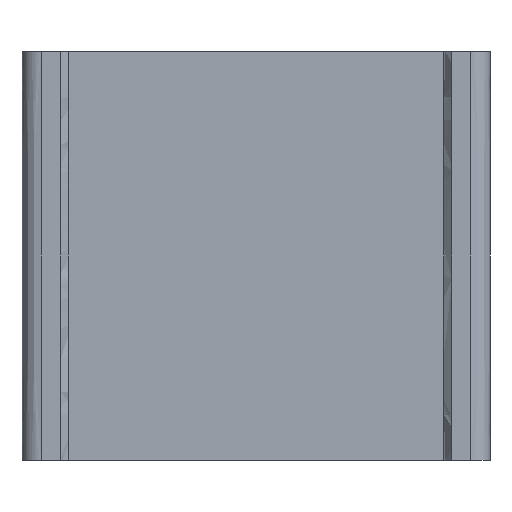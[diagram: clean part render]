
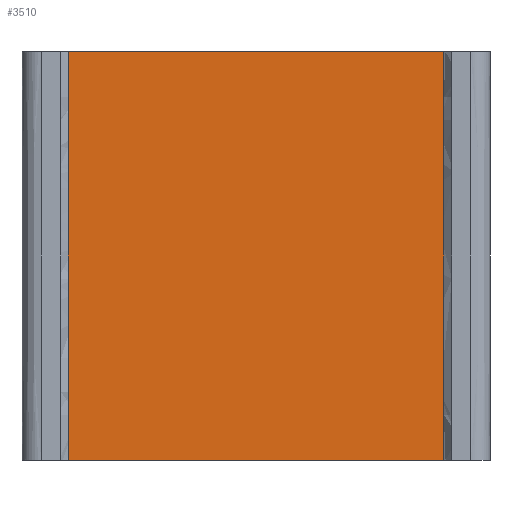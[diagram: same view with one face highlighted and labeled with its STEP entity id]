
A CAD part, front view. The second image highlights one B-rep face of the part: STEP entity #3510.
In plain terms, the highlighted face is a extrusion surface.
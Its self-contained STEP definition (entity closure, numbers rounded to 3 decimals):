
#73 = PLANE('',#74);
#74 = AXIS2_PLACEMENT_3D('',#75,#76,#77);
#75 = CARTESIAN_POINT('',(-0.013,-3.402,75.));
#76 = DIRECTION('',(0.,0.,1.));
#77 = DIRECTION('',(1.,0.,0.));
#126 = PLANE('',#127);
#127 = AXIS2_PLACEMENT_3D('',#128,#129,#130);
#128 = CARTESIAN_POINT('',(-0.013,-3.402,0.));
#129 = DIRECTION('',(0.,0.,1.));
#130 = DIRECTION('',(1.,0.,0.));
#1231 = VERTEX_POINT('',#1232);
#1232 = CARTESIAN_POINT('',(-34.5,-16.8,0.));
#1244 = SURFACE_OF_LINEAR_EXTRUSION('',#1245,#1248);
#1245 = B_SPLINE_CURVE_WITH_KNOTS('',1,(#1246,#1247),.UNSPECIFIED.,.F.,
  .F.,(2,2),(0.,17.),.PIECEWISE_BEZIER_KNOTS.);
#1246 = CARTESIAN_POINT('',(-34.5,0.,0.));
#1247 = CARTESIAN_POINT('',(-34.5,-17.,0.));
#1248 = VECTOR('',#1249,1.);
#1249 = DIRECTION('',(-0.,-0.,-1.));
#1257 = EDGE_CURVE('',#1258,#1231,#1260,.T.);
#1258 = VERTEX_POINT('',#1259);
#1259 = CARTESIAN_POINT('',(34.5,-16.8,0.));
#1260 = SURFACE_CURVE('',#1261,(#1264,#1270),.PCURVE_S1.);
#1261 = B_SPLINE_CURVE_WITH_KNOTS('',1,(#1262,#1263),.UNSPECIFIED.,.F.,
  .F.,(2,2),(0.,79.),.PIECEWISE_BEZIER_KNOTS.);
#1262 = CARTESIAN_POINT('',(39.5,-16.8,0.));
#1263 = CARTESIAN_POINT('',(-39.5,-16.8,0.));
#1264 = PCURVE('',#126,#1265);
#1265 = DEFINITIONAL_REPRESENTATION('',(#1266),#1269);
#1266 = B_SPLINE_CURVE_WITH_KNOTS('',1,(#1267,#1268),.UNSPECIFIED.,.F.,
  .F.,(2,2),(0.,79.),.PIECEWISE_BEZIER_KNOTS.);
#1267 = CARTESIAN_POINT('',(39.513,-13.398));
#1268 = CARTESIAN_POINT('',(-39.487,-13.398));
#1269 = ( GEOMETRIC_REPRESENTATION_CONTEXT(2) 
PARAMETRIC_REPRESENTATION_CONTEXT() REPRESENTATION_CONTEXT('2D SPACE',''
  ) );
#1270 = PCURVE('',#1271,#1277);
#1271 = SURFACE_OF_LINEAR_EXTRUSION('',#1272,#1275);
#1272 = B_SPLINE_CURVE_WITH_KNOTS('',1,(#1273,#1274),.UNSPECIFIED.,.F.,
  .F.,(2,2),(0.,79.),.PIECEWISE_BEZIER_KNOTS.);
#1273 = CARTESIAN_POINT('',(39.5,-16.8,0.));
#1274 = CARTESIAN_POINT('',(-39.5,-16.8,0.));
#1275 = VECTOR('',#1276,1.);
#1276 = DIRECTION('',(-0.,-0.,-1.));
#1277 = DEFINITIONAL_REPRESENTATION('',(#1278),#1282);
#1278 = LINE('',#1279,#1280);
#1279 = CARTESIAN_POINT('',(0.,0.));
#1280 = VECTOR('',#1281,1.);
#1281 = DIRECTION('',(1.,0.));
#1282 = ( GEOMETRIC_REPRESENTATION_CONTEXT(2) 
PARAMETRIC_REPRESENTATION_CONTEXT() REPRESENTATION_CONTEXT('2D SPACE',''
  ) );
#1298 = SURFACE_OF_LINEAR_EXTRUSION('',#1299,#1302);
#1299 = B_SPLINE_CURVE_WITH_KNOTS('',1,(#1300,#1301),.UNSPECIFIED.,.F.,
  .F.,(2,2),(0.,17.),.PIECEWISE_BEZIER_KNOTS.);
#1300 = CARTESIAN_POINT('',(34.5,-17.,0.));
#1301 = CARTESIAN_POINT('',(34.5,0.,0.));
#1302 = VECTOR('',#1303,1.);
#1303 = DIRECTION('',(-0.,-0.,-1.));
#2536 = VERTEX_POINT('',#2537);
#2537 = CARTESIAN_POINT('',(-34.5,-16.8,75.));
#2556 = EDGE_CURVE('',#2557,#2536,#2559,.T.);
#2557 = VERTEX_POINT('',#2558);
#2558 = CARTESIAN_POINT('',(34.5,-16.8,75.));
#2559 = SURFACE_CURVE('',#2560,(#2563,#2569),.PCURVE_S1.);
#2560 = B_SPLINE_CURVE_WITH_KNOTS('',1,(#2561,#2562),.UNSPECIFIED.,.F.,
  .F.,(2,2),(0.,79.),.PIECEWISE_BEZIER_KNOTS.);
#2561 = CARTESIAN_POINT('',(39.5,-16.8,75.));
#2562 = CARTESIAN_POINT('',(-39.5,-16.8,75.));
#2563 = PCURVE('',#73,#2564);
#2564 = DEFINITIONAL_REPRESENTATION('',(#2565),#2568);
#2565 = B_SPLINE_CURVE_WITH_KNOTS('',1,(#2566,#2567),.UNSPECIFIED.,.F.,
  .F.,(2,2),(0.,79.),.PIECEWISE_BEZIER_KNOTS.);
#2566 = CARTESIAN_POINT('',(39.513,-13.398));
#2567 = CARTESIAN_POINT('',(-39.487,-13.398));
#2568 = ( GEOMETRIC_REPRESENTATION_CONTEXT(2) 
PARAMETRIC_REPRESENTATION_CONTEXT() REPRESENTATION_CONTEXT('2D SPACE',''
  ) );
#2569 = PCURVE('',#1271,#2570);
#2570 = DEFINITIONAL_REPRESENTATION('',(#2571),#2575);
#2571 = LINE('',#2572,#2573);
#2572 = CARTESIAN_POINT('',(0.,-75.));
#2573 = VECTOR('',#2574,1.);
#2574 = DIRECTION('',(1.,0.));
#2575 = ( GEOMETRIC_REPRESENTATION_CONTEXT(2) 
PARAMETRIC_REPRESENTATION_CONTEXT() REPRESENTATION_CONTEXT('2D SPACE',''
  ) );
#3482 = EDGE_CURVE('',#1258,#2557,#3483,.T.);
#3483 = SURFACE_CURVE('',#3484,(#3490,#3499),.PCURVE_S1.);
#3484 = B_SPLINE_CURVE_WITH_KNOTS('',4,(#3485,#3486,#3487,#3488,#3489),
  .UNSPECIFIED.,.F.,.F.,(5,5),(0.,1.),.PIECEWISE_BEZIER_KNOTS.);
#3485 = CARTESIAN_POINT('',(34.5,-16.8,0.));
#3486 = CARTESIAN_POINT('',(34.5,-16.8,18.75));
#3487 = CARTESIAN_POINT('',(34.5,-16.8,37.5));
#3488 = CARTESIAN_POINT('',(34.5,-16.8,56.25));
#3489 = CARTESIAN_POINT('',(34.5,-16.8,75.));
#3490 = PCURVE('',#1298,#3491);
#3491 = DEFINITIONAL_REPRESENTATION('',(#3492),#3498);
#3492 = B_SPLINE_CURVE_WITH_KNOTS('',4,(#3493,#3494,#3495,#3496,#3497),
  .UNSPECIFIED.,.F.,.F.,(5,5),(0.,1.),.PIECEWISE_BEZIER_KNOTS.);
#3493 = CARTESIAN_POINT('',(0.2,0.));
#3494 = CARTESIAN_POINT('',(0.2,-18.75));
#3495 = CARTESIAN_POINT('',(0.2,-37.5));
#3496 = CARTESIAN_POINT('',(0.2,-56.25));
#3497 = CARTESIAN_POINT('',(0.2,-75.));
#3498 = ( GEOMETRIC_REPRESENTATION_CONTEXT(2) 
PARAMETRIC_REPRESENTATION_CONTEXT() REPRESENTATION_CONTEXT('2D SPACE',''
  ) );
#3499 = PCURVE('',#1271,#3500);
#3500 = DEFINITIONAL_REPRESENTATION('',(#3501),#3507);
#3501 = B_SPLINE_CURVE_WITH_KNOTS('',4,(#3502,#3503,#3504,#3505,#3506),
  .UNSPECIFIED.,.F.,.F.,(5,5),(0.,1.),.PIECEWISE_BEZIER_KNOTS.);
#3502 = CARTESIAN_POINT('',(5.,0.));
#3503 = CARTESIAN_POINT('',(5.,-18.75));
#3504 = CARTESIAN_POINT('',(5.,-37.5));
#3505 = CARTESIAN_POINT('',(5.,-56.25));
#3506 = CARTESIAN_POINT('',(5.,-75.));
#3507 = ( GEOMETRIC_REPRESENTATION_CONTEXT(2) 
PARAMETRIC_REPRESENTATION_CONTEXT() REPRESENTATION_CONTEXT('2D SPACE',''
  ) );
#3510 = ADVANCED_FACE('',(#3511),#1271,.T.);
#3511 = FACE_BOUND('',#3512,.T.);
#3512 = EDGE_LOOP('',(#3513,#3514,#3515,#3516));
#3513 = ORIENTED_EDGE('',*,*,#1257,.F.);
#3514 = ORIENTED_EDGE('',*,*,#3482,.T.);
#3515 = ORIENTED_EDGE('',*,*,#2556,.T.);
#3516 = ORIENTED_EDGE('',*,*,#3517,.T.);
#3517 = EDGE_CURVE('',#2536,#1231,#3518,.T.);
#3518 = SURFACE_CURVE('',#3519,(#3525,#3534),.PCURVE_S1.);
#3519 = B_SPLINE_CURVE_WITH_KNOTS('',4,(#3520,#3521,#3522,#3523,#3524),
  .UNSPECIFIED.,.F.,.F.,(5,5),(0.,1.),.PIECEWISE_BEZIER_KNOTS.);
#3520 = CARTESIAN_POINT('',(-34.5,-16.8,75.));
#3521 = CARTESIAN_POINT('',(-34.5,-16.8,56.25));
#3522 = CARTESIAN_POINT('',(-34.5,-16.8,37.5));
#3523 = CARTESIAN_POINT('',(-34.5,-16.8,18.75));
#3524 = CARTESIAN_POINT('',(-34.5,-16.8,0.));
#3525 = PCURVE('',#1271,#3526);
#3526 = DEFINITIONAL_REPRESENTATION('',(#3527),#3533);
#3527 = B_SPLINE_CURVE_WITH_KNOTS('',4,(#3528,#3529,#3530,#3531,#3532),
  .UNSPECIFIED.,.F.,.F.,(5,5),(0.,1.),.PIECEWISE_BEZIER_KNOTS.);
#3528 = CARTESIAN_POINT('',(74.,-75.));
#3529 = CARTESIAN_POINT('',(74.,-56.25));
#3530 = CARTESIAN_POINT('',(74.,-37.5));
#3531 = CARTESIAN_POINT('',(74.,-18.75));
#3532 = CARTESIAN_POINT('',(74.,0.));
#3533 = ( GEOMETRIC_REPRESENTATION_CONTEXT(2) 
PARAMETRIC_REPRESENTATION_CONTEXT() REPRESENTATION_CONTEXT('2D SPACE',''
  ) );
#3534 = PCURVE('',#1244,#3535);
#3535 = DEFINITIONAL_REPRESENTATION('',(#3536),#3542);
#3536 = B_SPLINE_CURVE_WITH_KNOTS('',4,(#3537,#3538,#3539,#3540,#3541),
  .UNSPECIFIED.,.F.,.F.,(5,5),(0.,1.),.PIECEWISE_BEZIER_KNOTS.);
#3537 = CARTESIAN_POINT('',(16.8,-75.));
#3538 = CARTESIAN_POINT('',(16.8,-56.25));
#3539 = CARTESIAN_POINT('',(16.8,-37.5));
#3540 = CARTESIAN_POINT('',(16.8,-18.75));
#3541 = CARTESIAN_POINT('',(16.8,0.));
#3542 = ( GEOMETRIC_REPRESENTATION_CONTEXT(2) 
PARAMETRIC_REPRESENTATION_CONTEXT() REPRESENTATION_CONTEXT('2D SPACE',''
  ) );
